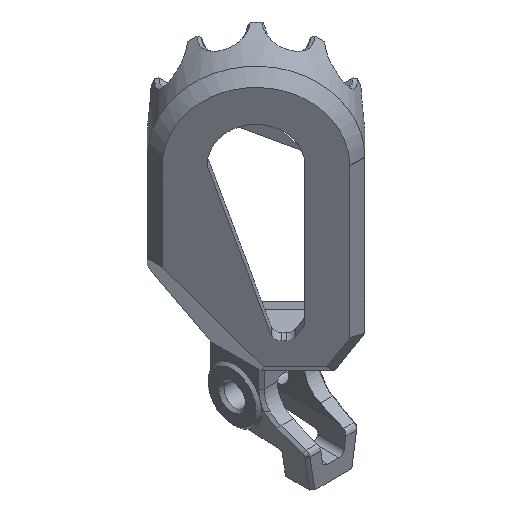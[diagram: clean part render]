
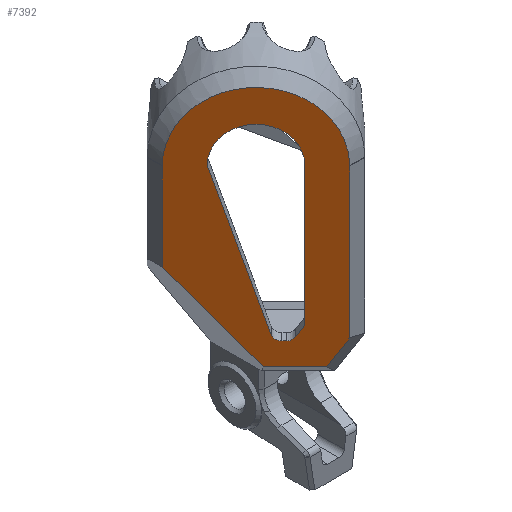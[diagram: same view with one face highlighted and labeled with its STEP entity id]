
A CAD part, isometric view. The second image highlights one B-rep face of the part: STEP entity #7392.
In plain terms, the highlighted planar face has unit normal (-0.707, -0.707, 0.035).
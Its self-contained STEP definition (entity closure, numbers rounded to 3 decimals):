
#49=CIRCLE('',#7734,13.);
#50=CIRCLE('',#7735,3.);
#51=CIRCLE('',#7736,3.);
#108=FACE_BOUND('',#995,.T.);
#565=FACE_OUTER_BOUND('',#994,.T.);
#994=EDGE_LOOP('',(#5733,#5734,#5735,#5736,#5737,#5738,#5739,#5740));
#995=EDGE_LOOP('',(#5741,#5742,#5743,#5744,#5745,#5746,#5747));
#1503=LINE('',#12245,#1961);
#1508=LINE('',#12254,#1966);
#1509=LINE('',#12257,#1967);
#1510=LINE('',#12259,#1968);
#1511=LINE('',#12281,#1969);
#1512=LINE('',#12284,#1970);
#1513=LINE('',#12288,#1971);
#1514=LINE('',#12290,#1972);
#1515=LINE('',#12294,#1973);
#1961=VECTOR('',#8348,10.);
#1966=VECTOR('',#8355,10.);
#1967=VECTOR('',#8358,10.);
#1968=VECTOR('',#8359,10.);
#1969=VECTOR('',#8360,10.);
#1970=VECTOR('',#8361,10.);
#1971=VECTOR('',#8364,10.);
#1972=VECTOR('',#8365,10.);
#1973=VECTOR('',#8368,10.);
#2421=B_SPLINE_CURVE_WITH_KNOTS('',3,(#12261,#12262,#12263,#12264),
 .UNSPECIFIED.,.F.,.F.,(4,4),(1.571,1.576),
 .UNSPECIFIED.);
#2422=B_SPLINE_CURVE_WITH_KNOTS('',3,(#12266,#12267,#12268,#12269,#12270,
#12271,#12272,#12273,#12274,#12275),.UNSPECIFIED.,.F.,.F.,(4,1,1,1,1,1,
1,4),(-4.708,-4.26,-3.813,-3.365,
-2.918,-2.47,-2.023,-1.576),
 .UNSPECIFIED.);
#2423=B_SPLINE_CURVE_WITH_KNOTS('',3,(#12277,#12278,#12279,#12280),
 .UNSPECIFIED.,.F.,.F.,(4,4),(-1.576,-1.571),
 .UNSPECIFIED.);
#3143=VERTEX_POINT('',#12242);
#3144=VERTEX_POINT('',#12244);
#3147=VERTEX_POINT('',#12252);
#3148=VERTEX_POINT('',#12256);
#3149=VERTEX_POINT('',#12258);
#3150=VERTEX_POINT('',#12260);
#3151=VERTEX_POINT('',#12265);
#3152=VERTEX_POINT('',#12276);
#3153=VERTEX_POINT('',#12282);
#3154=VERTEX_POINT('',#12283);
#3155=VERTEX_POINT('',#12285);
#3156=VERTEX_POINT('',#12287);
#3157=VERTEX_POINT('',#12289);
#3158=VERTEX_POINT('',#12291);
#3159=VERTEX_POINT('',#12293);
#4064=EDGE_CURVE('',#3143,#3144,#1503,.T.);
#4069=EDGE_CURVE('',#3143,#3147,#1508,.T.);
#4070=EDGE_CURVE('',#3147,#3148,#1509,.T.);
#4071=EDGE_CURVE('',#3148,#3149,#1510,.T.);
#4072=EDGE_CURVE('',#3149,#3150,#2421,.T.);
#4073=EDGE_CURVE('',#3150,#3151,#2422,.T.);
#4074=EDGE_CURVE('',#3151,#3152,#2423,.T.);
#4075=EDGE_CURVE('',#3152,#3144,#1511,.T.);
#4076=EDGE_CURVE('',#3153,#3154,#1512,.T.);
#4077=EDGE_CURVE('',#3155,#3153,#49,.T.);
#4078=EDGE_CURVE('',#3156,#3155,#1513,.T.);
#4079=EDGE_CURVE('',#3157,#3156,#1514,.T.);
#4080=EDGE_CURVE('',#3158,#3157,#50,.T.);
#4081=EDGE_CURVE('',#3159,#3158,#1515,.T.);
#4082=EDGE_CURVE('',#3154,#3159,#51,.T.);
#5733=ORIENTED_EDGE('',*,*,#4064,.F.);
#5734=ORIENTED_EDGE('',*,*,#4069,.T.);
#5735=ORIENTED_EDGE('',*,*,#4070,.T.);
#5736=ORIENTED_EDGE('',*,*,#4071,.T.);
#5737=ORIENTED_EDGE('',*,*,#4072,.T.);
#5738=ORIENTED_EDGE('',*,*,#4073,.T.);
#5739=ORIENTED_EDGE('',*,*,#4074,.T.);
#5740=ORIENTED_EDGE('',*,*,#4075,.T.);
#5741=ORIENTED_EDGE('',*,*,#4076,.F.);
#5742=ORIENTED_EDGE('',*,*,#4077,.F.);
#5743=ORIENTED_EDGE('',*,*,#4078,.F.);
#5744=ORIENTED_EDGE('',*,*,#4079,.F.);
#5745=ORIENTED_EDGE('',*,*,#4080,.F.);
#5746=ORIENTED_EDGE('',*,*,#4081,.F.);
#5747=ORIENTED_EDGE('',*,*,#4082,.F.);
#7103=PLANE('',#7733);
#7392=ADVANCED_FACE('',(#565,#108),#7103,.T.);
#7733=AXIS2_PLACEMENT_3D('',#12255,#8356,#8357);
#7734=AXIS2_PLACEMENT_3D('',#12286,#8362,#8363);
#7735=AXIS2_PLACEMENT_3D('',#12292,#8366,#8367);
#7736=AXIS2_PLACEMENT_3D('',#12295,#8369,#8370);
#8348=DIRECTION('',(-0.439,0.477,0.761));
#8355=DIRECTION('',(0.707,-0.707,0.));
#8356=DIRECTION('center_axis',(-0.707,-0.707,0.035));
#8357=DIRECTION('ref_axis',(0.049,0.,0.999));
#8358=DIRECTION('',(0.413,-0.372,0.832));
#8359=DIRECTION('',(0.025,0.025,0.999));
#8360=DIRECTION('',(-0.025,-0.025,-0.999));
#8361=DIRECTION('',(0.189,-0.236,-0.953));
#8362=DIRECTION('center_axis',(-0.707,-0.707,0.035));
#8363=DIRECTION('ref_axis',(0.707,-0.707,0.));
#8364=DIRECTION('',(0.025,0.025,0.999));
#8365=DIRECTION('',(0.413,-0.372,0.832));
#8366=DIRECTION('center_axis',(-0.707,-0.707,0.035));
#8367=DIRECTION('ref_axis',(-0.025,-0.025,-0.999));
#8368=DIRECTION('',(0.707,-0.707,0.));
#8369=DIRECTION('center_axis',(-0.707,-0.707,0.035));
#8370=DIRECTION('ref_axis',(-0.682,0.667,-0.301));
#12242=CARTESIAN_POINT('',(-14.357,-12.206,16.998));
#12244=CARTESIAN_POINT('',(-32.689,7.694,48.75));
#12245=CARTESIAN_POINT('',(-19.149,-7.004,25.297));
#12252=CARTESIAN_POINT('',(-2.46,-24.103,16.998));
#12254=CARTESIAN_POINT('',(-8.371,-18.192,16.998));
#12255=CARTESIAN_POINT('Origin',(-14.696,-9.669,61.5));
#12256=CARTESIAN_POINT('',(2.11,-28.218,26.21));
#12257=CARTESIAN_POINT('',(5.733,-31.48,33.512));
#12258=CARTESIAN_POINT('',(3.463,-26.865,81.));
#12259=CARTESIAN_POINT('',(3.233,-27.094,71.712));
#12260=CARTESIAN_POINT('',(3.465,-26.862,81.12));
#12261=CARTESIAN_POINT('Ctrl Pts',(3.463,-26.865,81.));
#12262=CARTESIAN_POINT('Ctrl Pts',(3.464,-26.864,81.04));
#12263=CARTESIAN_POINT('Ctrl Pts',(3.465,-26.863,81.08));
#12264=CARTESIAN_POINT('Ctrl Pts',(3.465,-26.862,81.12));
#12265=CARTESIAN_POINT('',(-31.889,8.493,81.12));
#12266=CARTESIAN_POINT('Ctrl Pts',(3.465,-26.862,81.12));
#12267=CARTESIAN_POINT('Ctrl Pts',(3.545,-26.757,84.85));
#12268=CARTESIAN_POINT('Ctrl Pts',(2.504,-25.348,92.297));
#12269=CARTESIAN_POINT('Ctrl Pts',(-2.348,-20.054,
101.248));
#12270=CARTESIAN_POINT('Ctrl Pts',(-9.538,-12.619,
106.206));
#12271=CARTESIAN_POINT('Ctrl Pts',(-17.647,-4.51,
106.21));
#12272=CARTESIAN_POINT('Ctrl Pts',(-25.08,2.678,101.244));
#12273=CARTESIAN_POINT('Ctrl Pts',(-30.377,7.533,92.299));
#12274=CARTESIAN_POINT('Ctrl Pts',(-31.785,8.573,84.85));
#12275=CARTESIAN_POINT('Ctrl Pts',(-31.889,8.493,81.12));
#12276=CARTESIAN_POINT('',(-31.893,8.49,81.));
#12277=CARTESIAN_POINT('Ctrl Pts',(-31.889,8.493,81.12));
#12278=CARTESIAN_POINT('Ctrl Pts',(-31.891,8.492,81.08));
#12279=CARTESIAN_POINT('Ctrl Pts',(-31.892,8.491,81.04));
#12280=CARTESIAN_POINT('Ctrl Pts',(-31.893,8.49,81.));
#12281=CARTESIAN_POINT('',(-32.591,7.792,52.735));
#12282=CARTESIAN_POINT('',(-23.4,0.012,81.279));
#12283=CARTESIAN_POINT('',(-12.698,-13.353,27.375));
#12284=CARTESIAN_POINT('',(-15.893,-9.363,43.469));
#12285=CARTESIAN_POINT('',(-5.016,-18.373,81.279));
#12286=CARTESIAN_POINT('Origin',(-14.208,-9.18,81.279));
#12287=CARTESIAN_POINT('',(-6.279,-19.636,30.124));
#12288=CARTESIAN_POINT('',(-5.26,-18.617,71.39));
#12289=CARTESIAN_POINT('',(-8.019,-18.069,26.615));
#12290=CARTESIAN_POINT('',(-2.376,-23.151,37.991));
#12291=CARTESIAN_POINT('',(-9.818,-16.336,25.279));
#12292=CARTESIAN_POINT('Origin',(-9.744,-16.262,28.277));
#12293=CARTESIAN_POINT('',(-10.726,-15.428,25.279));
#12294=CARTESIAN_POINT('',(-12.704,-13.45,25.279));
#12295=CARTESIAN_POINT('Origin',(-10.652,-15.354,28.277));
